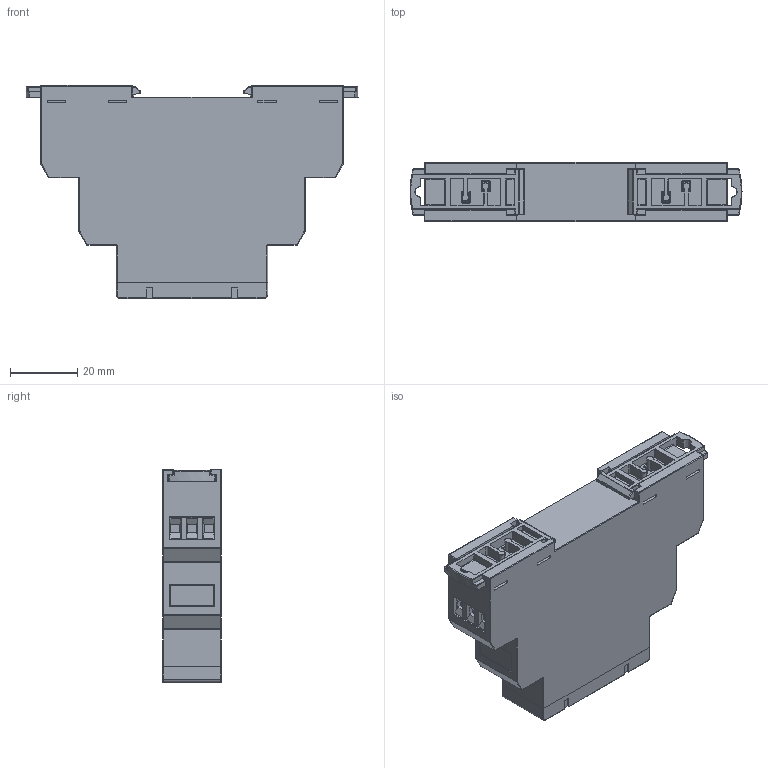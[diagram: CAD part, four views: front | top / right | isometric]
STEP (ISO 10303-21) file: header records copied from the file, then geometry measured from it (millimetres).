
FILE_DESCRIPTION (( 'STEP AP214' ), '1' );
FILE_NAME ('MT-PI-2Z.STEP', '2015-01-28T07:56:09', ( '' ), ( '' ), 'SwSTEP 2.0', 'SolidWorks 2012', '' );
FILE_SCHEMA (( 'AUTOMOTIVE_DESIGN' ));
Length unit declared in the file: millimetre
Products named in the file (3): T4NW-2000 Zaczep na szynê DIN; MT-PI-2Z
Assembly tree (3 placements, depth 2):
  MT-PI-2Z
    MT-PI-2Z
    T4NW-2000 Zaczep na szynê DIN  x2
Bounding box: 98.8 x 17.5 x 63.4 mm (x, y, z)
Volume: 75260.3 mm3; surface area: 18388.4 mm2
Topology: 3 solids, 3 shells, 805 faces, 1942 edges, 1162 vertices
Faces by surface type: plane 374, cylinder 271, torus 65, sphere 59, bspline 24, cone 12
Entity records: 25685 total; most frequent: CARTESIAN_POINT 4013, DIRECTION 3256, ORIENTED_EDGE 3226, EDGE_CURVE 1613, AXIS2_PLACEMENT_3D 1121, LINE 1014, VECTOR 1014, VERTEX_POINT 980
